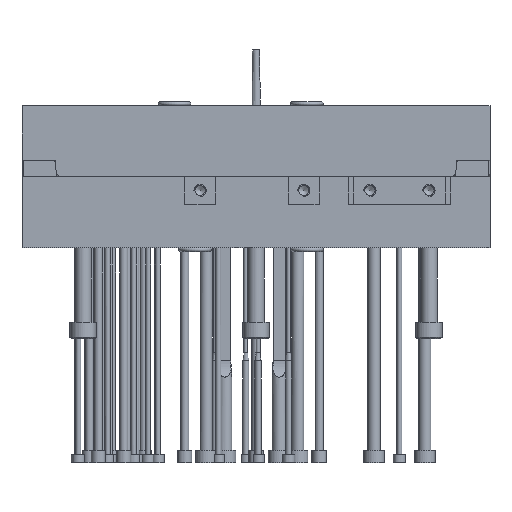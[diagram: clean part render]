
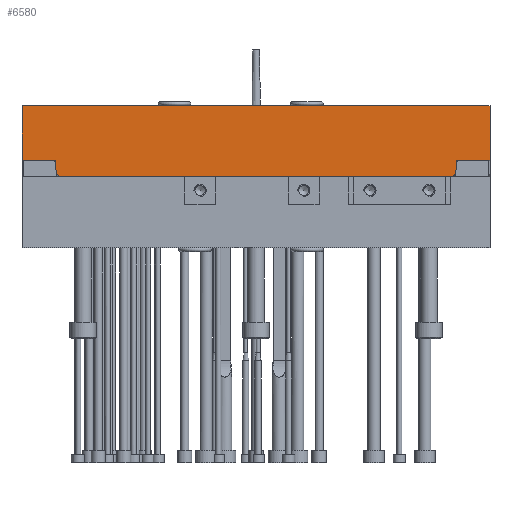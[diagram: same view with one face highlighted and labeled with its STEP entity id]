
A CAD part, left-side view. The second image highlights one B-rep face of the part: STEP entity #6580.
In plain terms, the highlighted planar face has unit normal (-1, 0, 0).
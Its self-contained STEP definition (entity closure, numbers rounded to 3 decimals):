
#1864=FACE_OUTER_BOUND('',#24849,.T.);
#6580=ADVANCED_FACE('',(#1864),#10205,.T.);
#10205=PLANE('',#62251);
#12326=LINE('',#83506,#17829);
#12397=LINE('',#84084,#17900);
#12437=LINE('',#84291,#17940);
#12487=LINE('',#84518,#17990);
#12488=LINE('',#84521,#17991);
#12491=LINE('',#84529,#17994);
#12492=LINE('',#84531,#17995);
#12493=LINE('',#84533,#17996);
#12494=LINE('',#84536,#17997);
#12495=LINE('',#84540,#17998);
#17829=VECTOR('',#67351,1.);
#17900=VECTOR('',#67466,1.);
#17940=VECTOR('',#67612,1.);
#17990=VECTOR('',#67734,1.);
#17991=VECTOR('',#67739,1.);
#17994=VECTOR('',#67746,1.);
#17995=VECTOR('',#67747,1.);
#17996=VECTOR('',#67748,1.);
#17997=VECTOR('',#67751,1.);
#17998=VECTOR('',#67754,1.);
#24849=EDGE_LOOP('',(#29461,#29462,#29463,#29464,#29465,#29466,#29467,#29468,
#29469,#29470,#29471,#29472));
#29461=ORIENTED_EDGE('',*,*,#52229,.T.);
#29462=ORIENTED_EDGE('',*,*,#52131,.T.);
#29463=ORIENTED_EDGE('',*,*,#52230,.T.);
#29464=ORIENTED_EDGE('',*,*,#52231,.T.);
#29465=ORIENTED_EDGE('',*,*,#52232,.T.);
#29466=ORIENTED_EDGE('',*,*,#52225,.F.);
#29467=ORIENTED_EDGE('',*,*,#52038,.F.);
#29468=ORIENTED_EDGE('',*,*,#51922,.F.);
#29469=ORIENTED_EDGE('',*,*,#52223,.T.);
#29470=ORIENTED_EDGE('',*,*,#52233,.T.);
#29471=ORIENTED_EDGE('',*,*,#52234,.T.);
#29472=ORIENTED_EDGE('',*,*,#52235,.F.);
#46252=VERTEX_POINT('',#83505);
#46253=VERTEX_POINT('',#83507);
#46367=VERTEX_POINT('',#84085);
#46449=VERTEX_POINT('',#84292);
#46450=VERTEX_POINT('',#84293);
#46537=VERTEX_POINT('',#84517);
#46538=VERTEX_POINT('',#84522);
#46541=VERTEX_POINT('',#84530);
#46542=VERTEX_POINT('',#84532);
#46543=VERTEX_POINT('',#84534);
#46544=VERTEX_POINT('',#84537);
#46545=VERTEX_POINT('',#84539);
#51922=EDGE_CURVE('',#46252,#46253,#12326,.T.);
#52038=EDGE_CURVE('',#46253,#46367,#12397,.T.);
#52131=EDGE_CURVE('',#46449,#46450,#12437,.T.);
#52223=EDGE_CURVE('',#46252,#46537,#12487,.T.);
#52225=EDGE_CURVE('',#46367,#46538,#12488,.T.);
#52229=EDGE_CURVE('',#46541,#46449,#12491,.T.);
#52230=EDGE_CURVE('',#46450,#46542,#12492,.T.);
#52231=EDGE_CURVE('',#46542,#46543,#12493,.T.);
#52232=EDGE_CURVE('',#46543,#46538,#60564,.T.);
#52233=EDGE_CURVE('',#46537,#46544,#12494,.T.);
#52234=EDGE_CURVE('',#46544,#46545,#60565,.T.);
#52235=EDGE_CURVE('',#46541,#46545,#12495,.T.);
#60564=CIRCLE('',#62249,0.5);
#60565=CIRCLE('',#62250,0.5);
#62249=AXIS2_PLACEMENT_3D('',#84535,#67749,#67750);
#62250=AXIS2_PLACEMENT_3D('',#84538,#67752,#67753);
#62251=AXIS2_PLACEMENT_3D('',#84541,#67755,#67756);
#67351=DIRECTION('',(0.,-1.,0.));
#67466=DIRECTION('',(0.,0.,-1.));
#67612=DIRECTION('',(0.,-1.,0.));
#67734=DIRECTION('',(0.,0.,-1.));
#67739=DIRECTION('',(0.,1.,0.));
#67746=DIRECTION('',(0.,-0.737,-0.676));
#67747=DIRECTION('',(0.,-0.737,0.676));
#67748=DIRECTION('',(0.,-0.087,0.996));
#67749=DIRECTION('',(1.,0.,0.));
#67750=DIRECTION('',(0.,0.,1.));
#67751=DIRECTION('',(0.,-1.,0.));
#67752=DIRECTION('',(1.,0.,0.));
#67753=DIRECTION('',(0.,0.,1.));
#67754=DIRECTION('',(0.,0.087,0.996));
#67755=DIRECTION('',(-1.,0.,0.));
#67756=DIRECTION('',(0.,0.,-1.));
#83505=CARTESIAN_POINT('',(-70.,115.,35.));
#83506=CARTESIAN_POINT('',(-70.,255.053,35.));
#83507=CARTESIAN_POINT('',(-70.,-115.,35.));
#84084=CARTESIAN_POINT('',(-70.,-115.,0.));
#84085=CARTESIAN_POINT('',(-70.,-115.,8.));
#84291=CARTESIAN_POINT('',(-70.,255.053,0.));
#84292=CARTESIAN_POINT('',(-70.,96.473,0.));
#84293=CARTESIAN_POINT('',(-70.,-96.473,0.));
#84517=CARTESIAN_POINT('',(-70.,115.,8.));
#84518=CARTESIAN_POINT('',(-70.,115.,0.));
#84521=CARTESIAN_POINT('',(-70.,10.,8.));
#84522=CARTESIAN_POINT('',(-70.,-99.158,8.));
#84529=CARTESIAN_POINT('',(-70.,38.597,-53.034));
#84530=CARTESIAN_POINT('',(-70.,98.133,1.521));
#84531=CARTESIAN_POINT('',(-70.,-38.597,-53.034));
#84532=CARTESIAN_POINT('',(-70.,-98.133,1.521));
#84533=CARTESIAN_POINT('',(-70.,-97.563,-5.));
#84534=CARTESIAN_POINT('',(-70.,-98.66,7.544));
#84535=CARTESIAN_POINT('',(-70.,-99.158,7.5));
#84536=CARTESIAN_POINT('',(-70.,106.5,8.));
#84537=CARTESIAN_POINT('',(-70.,99.158,8.));
#84538=CARTESIAN_POINT('',(-70.,99.158,7.5));
#84539=CARTESIAN_POINT('',(-70.,98.66,7.544));
#84540=CARTESIAN_POINT('',(-70.,97.563,-5.));
#84541=CARTESIAN_POINT('',(-70.,30.,0.));
